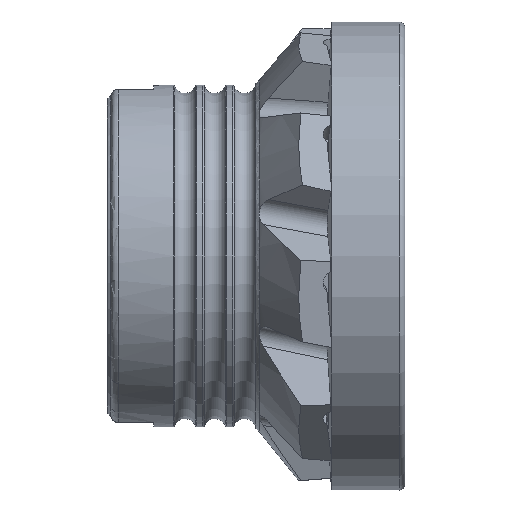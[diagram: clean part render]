
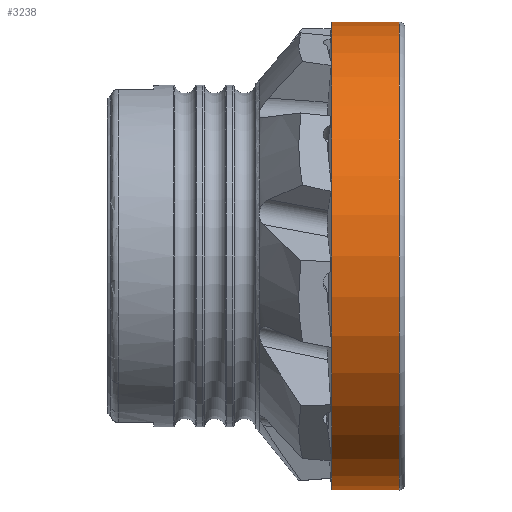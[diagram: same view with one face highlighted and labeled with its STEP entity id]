
A CAD part, front view. The second image highlights one B-rep face of the part: STEP entity #3238.
In plain terms, the highlighted conical face has half-angle 0 degrees and reference radius 31.5 mm.
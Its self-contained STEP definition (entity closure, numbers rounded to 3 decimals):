
#108 = FACE_OUTER_BOUND ( 'NONE', #7503, .T. ) ;
#415 = CARTESIAN_POINT ( 'NONE',  ( -9.17, 0., 0. ) ) ;
#709 = VERTEX_POINT ( 'NONE', #8283 ) ;
#983 = AXIS2_PLACEMENT_3D ( 'NONE', #5604, #1577, #6280 ) ;
#1316 = EDGE_CURVE ( 'NONE', #709, #709, #6427, .T. ) ;
#1336 = CARTESIAN_POINT ( 'NONE',  ( -0.1, 0., 0. ) ) ;
#1577 = DIRECTION ( 'NONE',  ( 1., 0., 0. ) ) ;
#2022 = DIRECTION ( 'NONE',  ( 0., 1., 0. ) ) ;
#2036 = EDGE_LOOP ( 'NONE', ( #8424 ) ) ;
#2222 = CARTESIAN_POINT ( 'NONE',  ( -9.17, 31.5, 0. ) ) ;
#2296 = AXIS2_PLACEMENT_3D ( 'NONE', #415, #3701, #8539 ) ;
#3238 = ADVANCED_FACE ( 'NONE', ( #108, #8684 ), #5714, .T. ) ;
#3433 = ORIENTED_EDGE ( 'NONE', *, *, #1316, .F. ) ;
#3701 = DIRECTION ( 'NONE',  ( 1., 0., 0. ) ) ;
#4027 = AXIS2_PLACEMENT_3D ( 'NONE', #1336, #6029, #2022 ) ;
#4715 = EDGE_CURVE ( 'NONE', #6783, #6783, #6428, .T. ) ;
#5604 = CARTESIAN_POINT ( 'NONE',  ( -9.17, 0., 0. ) ) ;
#5714 = CONICAL_SURFACE ( 'NONE', #2296, 31.5, 0. ) ;
#6029 = DIRECTION ( 'NONE',  ( 1., 0., 0. ) ) ;
#6280 = DIRECTION ( 'NONE',  ( 0., 1., 0. ) ) ;
#6427 = CIRCLE ( 'NONE', #4027, 31.5 ) ;
#6428 = CIRCLE ( 'NONE', #983, 31.5 ) ;
#6783 = VERTEX_POINT ( 'NONE', #2222 ) ;
#7503 = EDGE_LOOP ( 'NONE', ( #3433 ) ) ;
#8283 = CARTESIAN_POINT ( 'NONE',  ( -0.1, 31.5, 0. ) ) ;
#8424 = ORIENTED_EDGE ( 'NONE', *, *, #4715, .T. ) ;
#8539 = DIRECTION ( 'NONE',  ( 0., 1., 0. ) ) ;
#8684 = FACE_BOUND ( 'NONE', #2036, .T. ) ;
